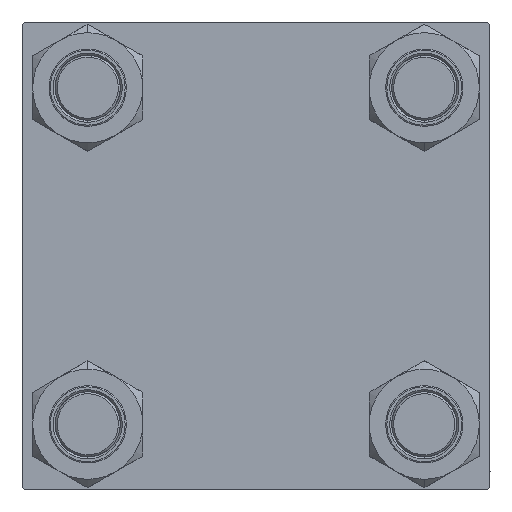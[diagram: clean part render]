
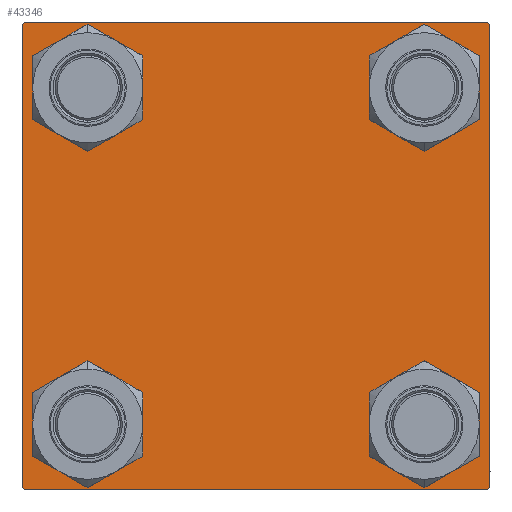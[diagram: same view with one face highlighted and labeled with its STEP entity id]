
A CAD part, left-side view. The second image highlights one B-rep face of the part: STEP entity #43346.
In plain terms, the highlighted planar face has unit normal (-1, 0, 0).
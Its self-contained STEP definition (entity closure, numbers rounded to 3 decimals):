
#663 = ORIENTED_EDGE ( 'NONE', *, *, #26920, .T. ) ;
#1152 = DIRECTION ( 'NONE',  ( -1., 0., 0. ) ) ;
#1154 = ORIENTED_EDGE ( 'NONE', *, *, #25413, .T. ) ;
#1847 = ORIENTED_EDGE ( 'NONE', *, *, #34131, .T. ) ;
#2520 = AXIS2_PLACEMENT_3D ( 'NONE', #46017, #42158, #23179 ) ;
#3259 = DIRECTION ( 'NONE',  ( 1., 0., 0. ) ) ;
#3428 = LINE ( 'NONE', #30304, #22967 ) ;
#4666 = EDGE_LOOP ( 'NONE', ( #31218, #40051 ) ) ;
#4823 = CARTESIAN_POINT ( 'NONE',  ( 0., -41.35, 32.85 ) ) ;
#4916 = CARTESIAN_POINT ( 'NONE',  ( 0., 57., -57.5 ) ) ;
#5317 = CARTESIAN_POINT ( 'NONE',  ( 0., 41.35, -49.85 ) ) ;
#5372 = CARTESIAN_POINT ( 'NONE',  ( 0., -41.35, -41.35 ) ) ;
#5627 = CARTESIAN_POINT ( 'NONE',  ( 0., 41.35, 32.85 ) ) ;
#6331 = LINE ( 'NONE', #11936, #44691 ) ;
#6951 = VERTEX_POINT ( 'NONE', #14061 ) ;
#7169 = VERTEX_POINT ( 'NONE', #5317 ) ;
#7272 = DIRECTION ( 'NONE',  ( 0., -1., 0. ) ) ;
#7568 = CARTESIAN_POINT ( 'NONE',  ( 0., 41.35, 49.85 ) ) ;
#7756 = VERTEX_POINT ( 'NONE', #41327 ) ;
#8035 = DIRECTION ( 'NONE',  ( 0., 0., 1. ) ) ;
#8322 = FACE_BOUND ( 'NONE', #4666, .T. ) ;
#9086 = CIRCLE ( 'NONE', #30316, 8.5 ) ;
#10155 = EDGE_LOOP ( 'NONE', ( #43230, #1154 ) ) ;
#11566 = CARTESIAN_POINT ( 'NONE',  ( 0., 57.5, 57.5 ) ) ;
#11841 = CARTESIAN_POINT ( 'NONE',  ( 0., 41.35, -32.85 ) ) ;
#11936 = CARTESIAN_POINT ( 'NONE',  ( 0., 57.5, 57.5 ) ) ;
#12159 = CARTESIAN_POINT ( 'NONE',  ( 0., 41.35, -41.35 ) ) ;
#12328 = CARTESIAN_POINT ( 'NONE',  ( 0., -57.5, -57. ) ) ;
#12407 = DIRECTION ( 'NONE',  ( 0., 0., 1. ) ) ;
#12659 = DIRECTION ( 'NONE',  ( 1., 0., 0. ) ) ;
#13124 = VERTEX_POINT ( 'NONE', #23839 ) ;
#13131 = VERTEX_POINT ( 'NONE', #12328 ) ;
#13173 = FACE_OUTER_BOUND ( 'NONE', #24624, .T. ) ;
#13422 = AXIS2_PLACEMENT_3D ( 'NONE', #50630, #3259, #34481 ) ;
#13645 = VERTEX_POINT ( 'NONE', #46365 ) ;
#14061 = CARTESIAN_POINT ( 'NONE',  ( 0., -57., -57.5 ) ) ;
#14395 = DIRECTION ( 'NONE',  ( 0., 0., 1. ) ) ;
#14567 = CARTESIAN_POINT ( 'NONE',  ( 0., -57.5, 57.5 ) ) ;
#14824 = DIRECTION ( 'NONE',  ( 0., 0., -1. ) ) ;
#15795 = EDGE_CURVE ( 'NONE', #47064, #44069, #20314, .T. ) ;
#15796 = CIRCLE ( 'NONE', #25590, 8.5 ) ;
#16425 = DIRECTION ( 'NONE',  ( 0., 0., 1. ) ) ;
#17532 = ORIENTED_EDGE ( 'NONE', *, *, #48068, .T. ) ;
#17729 = CARTESIAN_POINT ( 'NONE',  ( 0., -57.25, -57.25 ) ) ;
#19056 = ORIENTED_EDGE ( 'NONE', *, *, #40111, .T. ) ;
#19676 = CIRCLE ( 'NONE', #2520, 8.5 ) ;
#19953 = ORIENTED_EDGE ( 'NONE', *, *, #25049, .T. ) ;
#19987 = DIRECTION ( 'NONE',  ( 0., -1., 0. ) ) ;
#20140 = AXIS2_PLACEMENT_3D ( 'NONE', #20840, #1152, #27767 ) ;
#20311 = DIRECTION ( 'NONE',  ( 1., 0., 0. ) ) ;
#20314 = CIRCLE ( 'NONE', #48954, 8.5 ) ;
#20626 = LINE ( 'NONE', #20874, #41003 ) ;
#20660 = VERTEX_POINT ( 'NONE', #28056 ) ;
#20840 = CARTESIAN_POINT ( 'NONE',  ( 0., 0., 0. ) ) ;
#20874 = CARTESIAN_POINT ( 'NONE',  ( 0., 57.25, 57.25 ) ) ;
#21356 = VECTOR ( 'NONE', #19987, 1000. ) ;
#21422 = VERTEX_POINT ( 'NONE', #34459 ) ;
#21506 = CARTESIAN_POINT ( 'NONE',  ( 0., -41.35, 49.85 ) ) ;
#22575 = CARTESIAN_POINT ( 'NONE',  ( 0., -41.35, -41.35 ) ) ;
#22967 = VECTOR ( 'NONE', #7272, 1000. ) ;
#23086 = DIRECTION ( 'NONE',  ( 1., 0., 0. ) ) ;
#23179 = DIRECTION ( 'NONE',  ( 0., 0., 1. ) ) ;
#23839 = CARTESIAN_POINT ( 'NONE',  ( 0., -57., 57.5 ) ) ;
#24094 = CARTESIAN_POINT ( 'NONE',  ( 0., -41.35, 41.35 ) ) ;
#24407 = CARTESIAN_POINT ( 'NONE',  ( 0., 41.35, 41.35 ) ) ;
#24441 = FACE_BOUND ( 'NONE', #10155, .T. ) ;
#24624 = EDGE_LOOP ( 'NONE', ( #25263, #1847, #19953, #17532, #27759, #34778, #48434, #663 ) ) ;
#24715 = EDGE_CURVE ( 'NONE', #36546, #7169, #19676, .T. ) ;
#25049 = EDGE_CURVE ( 'NONE', #29185, #6951, #3428, .T. ) ;
#25263 = ORIENTED_EDGE ( 'NONE', *, *, #42090, .T. ) ;
#25318 = CARTESIAN_POINT ( 'NONE',  ( 0., 41.35, 41.35 ) ) ;
#25330 = DIRECTION ( 'NONE',  ( 0., 0., 1. ) ) ;
#25360 = EDGE_CURVE ( 'NONE', #7756, #13124, #38943, .T. ) ;
#25413 = EDGE_CURVE ( 'NONE', #13645, #20660, #9086, .T. ) ;
#25569 = EDGE_CURVE ( 'NONE', #7756, #13131, #41221, .T. ) ;
#25590 = AXIS2_PLACEMENT_3D ( 'NONE', #12159, #12659, #12407 ) ;
#25660 = CARTESIAN_POINT ( 'NONE',  ( 0., 57.25, -57.25 ) ) ;
#26329 = EDGE_CURVE ( 'NONE', #47333, #13124, #43316, .T. ) ;
#26542 = DIRECTION ( 'NONE',  ( 0., 0., -1. ) ) ;
#26920 = EDGE_CURVE ( 'NONE', #47333, #39672, #20626, .T. ) ;
#27759 = ORIENTED_EDGE ( 'NONE', *, *, #25569, .F. ) ;
#27767 = DIRECTION ( 'NONE',  ( 0., 0., 1. ) ) ;
#28056 = CARTESIAN_POINT ( 'NONE',  ( 0., -41.35, -32.85 ) ) ;
#28173 = EDGE_CURVE ( 'NONE', #20660, #13645, #28778, .T. ) ;
#28403 = DIRECTION ( 'NONE',  ( 1., 0., 0. ) ) ;
#28472 = AXIS2_PLACEMENT_3D ( 'NONE', #24407, #20311, #8035 ) ;
#28563 = DIRECTION ( 'NONE',  ( 0., 0.707, -0.707 ) ) ;
#28608 = CARTESIAN_POINT ( 'NONE',  ( 0., 57., 57.5 ) ) ;
#28778 = CIRCLE ( 'NONE', #49245, 8.5 ) ;
#28899 = DIRECTION ( 'NONE',  ( 0., 0., 1. ) ) ;
#29168 = DIRECTION ( 'NONE',  ( 1., 0., 0. ) ) ;
#29185 = VERTEX_POINT ( 'NONE', #4916 ) ;
#30119 = VECTOR ( 'NONE', #48490, 1000. ) ;
#30252 = ORIENTED_EDGE ( 'NONE', *, *, #24715, .T. ) ;
#30304 = CARTESIAN_POINT ( 'NONE',  ( 0., 57.5, -57.5 ) ) ;
#30316 = AXIS2_PLACEMENT_3D ( 'NONE', #5372, #29168, #25330 ) ;
#30362 = ORIENTED_EDGE ( 'NONE', *, *, #33825, .T. ) ;
#30733 = EDGE_CURVE ( 'NONE', #7169, #36546, #15796, .T. ) ;
#31218 = ORIENTED_EDGE ( 'NONE', *, *, #48003, .T. ) ;
#32205 = CIRCLE ( 'NONE', #13422, 8.5 ) ;
#32419 = CIRCLE ( 'NONE', #33255, 8.5 ) ;
#33255 = AXIS2_PLACEMENT_3D ( 'NONE', #24094, #39724, #16425 ) ;
#33585 = LINE ( 'NONE', #17729, #30119 ) ;
#33596 = LINE ( 'NONE', #25660, #38794 ) ;
#33598 = VECTOR ( 'NONE', #14824, 1000. ) ;
#33825 = EDGE_CURVE ( 'NONE', #49482, #42511, #32205, .T. ) ;
#34131 = EDGE_CURVE ( 'NONE', #21422, #29185, #33596, .T. ) ;
#34206 = EDGE_LOOP ( 'NONE', ( #30252, #42877 ) ) ;
#34459 = CARTESIAN_POINT ( 'NONE',  ( 0., 57.5, -57. ) ) ;
#34481 = DIRECTION ( 'NONE',  ( 0., 0., 1. ) ) ;
#34778 = ORIENTED_EDGE ( 'NONE', *, *, #25360, .T. ) ;
#35099 = DIRECTION ( 'NONE',  ( 0., 0.707, 0.707 ) ) ;
#36546 = VERTEX_POINT ( 'NONE', #11841 ) ;
#38693 = CARTESIAN_POINT ( 'NONE',  ( 0., -57.25, 57.25 ) ) ;
#38794 = VECTOR ( 'NONE', #45405, 1000. ) ;
#38943 = LINE ( 'NONE', #38693, #48370 ) ;
#39285 = CARTESIAN_POINT ( 'NONE',  ( 0., 57.5, 57. ) ) ;
#39672 = VERTEX_POINT ( 'NONE', #39285 ) ;
#39724 = DIRECTION ( 'NONE',  ( 1., 0., 0. ) ) ;
#40051 = ORIENTED_EDGE ( 'NONE', *, *, #15795, .T. ) ;
#40111 = EDGE_CURVE ( 'NONE', #42511, #49482, #32419, .T. ) ;
#40130 = EDGE_LOOP ( 'NONE', ( #19056, #30362 ) ) ;
#41003 = VECTOR ( 'NONE', #28563, 1000. ) ;
#41221 = LINE ( 'NONE', #14567, #33598 ) ;
#41327 = CARTESIAN_POINT ( 'NONE',  ( 0., -57.5, 57. ) ) ;
#42090 = EDGE_CURVE ( 'NONE', #39672, #21422, #6331, .T. ) ;
#42158 = DIRECTION ( 'NONE',  ( 1., 0., 0. ) ) ;
#42511 = VERTEX_POINT ( 'NONE', #21506 ) ;
#42877 = ORIENTED_EDGE ( 'NONE', *, *, #30733, .T. ) ;
#43230 = ORIENTED_EDGE ( 'NONE', *, *, #28173, .T. ) ;
#43316 = LINE ( 'NONE', #11566, #21356 ) ;
#43346 = ADVANCED_FACE ( 'NONE', ( #43666, #24441, #47265, #8322, #13173 ), #43921, .T. ) ;
#43666 = FACE_BOUND ( 'NONE', #40130, .T. ) ;
#43921 = PLANE ( 'NONE',  #20140 ) ;
#44069 = VERTEX_POINT ( 'NONE', #7568 ) ;
#44691 = VECTOR ( 'NONE', #26542, 1000. ) ;
#45405 = DIRECTION ( 'NONE',  ( 0., -0.707, -0.707 ) ) ;
#46017 = CARTESIAN_POINT ( 'NONE',  ( 0., 41.35, -41.35 ) ) ;
#46365 = CARTESIAN_POINT ( 'NONE',  ( 0., -41.35, -49.85 ) ) ;
#47064 = VERTEX_POINT ( 'NONE', #5627 ) ;
#47265 = FACE_BOUND ( 'NONE', #34206, .T. ) ;
#47333 = VERTEX_POINT ( 'NONE', #28608 ) ;
#48003 = EDGE_CURVE ( 'NONE', #44069, #47064, #50583, .T. ) ;
#48068 = EDGE_CURVE ( 'NONE', #6951, #13131, #33585, .T. ) ;
#48370 = VECTOR ( 'NONE', #35099, 1000. ) ;
#48434 = ORIENTED_EDGE ( 'NONE', *, *, #26329, .F. ) ;
#48490 = DIRECTION ( 'NONE',  ( 0., -0.707, 0.707 ) ) ;
#48954 = AXIS2_PLACEMENT_3D ( 'NONE', #25318, #28403, #28899 ) ;
#49245 = AXIS2_PLACEMENT_3D ( 'NONE', #22575, #23086, #14395 ) ;
#49482 = VERTEX_POINT ( 'NONE', #4823 ) ;
#50583 = CIRCLE ( 'NONE', #28472, 8.5 ) ;
#50630 = CARTESIAN_POINT ( 'NONE',  ( 0., -41.35, 41.35 ) ) ;
